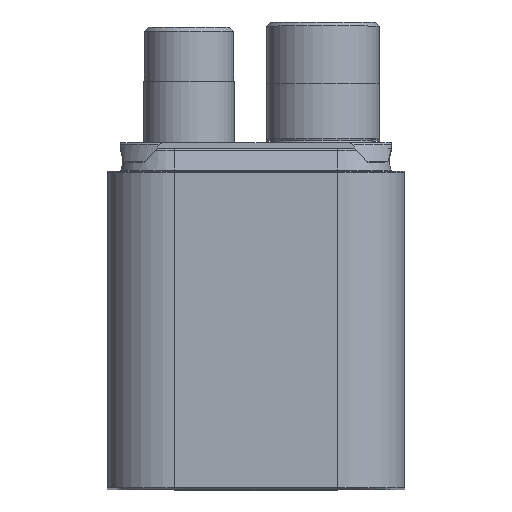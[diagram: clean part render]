
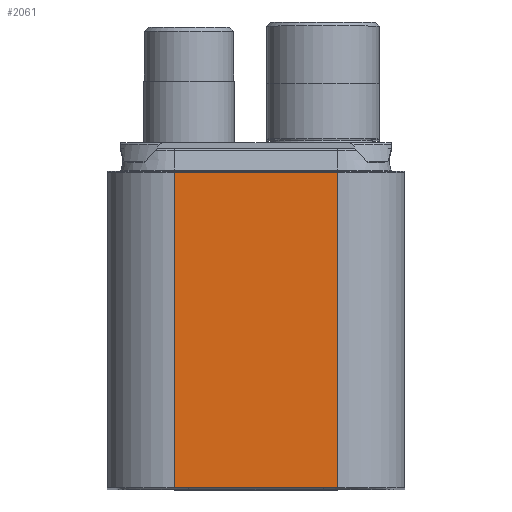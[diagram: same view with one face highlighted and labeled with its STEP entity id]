
A CAD part, top view. The second image highlights one B-rep face of the part: STEP entity #2061.
In plain terms, the highlighted planar face has unit normal (0, 0, 1).
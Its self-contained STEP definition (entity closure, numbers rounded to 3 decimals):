
#447=DIRECTION('',(1.,0.,0.));
#448=VECTOR('',#447,60.8);
#449=CARTESIAN_POINT('',(-30.4,-126.5,263.));
#450=LINE('',#449,#448);
#538=DIRECTION('',(-1.,0.,0.));
#539=VECTOR('',#538,60.8);
#540=CARTESIAN_POINT('',(30.4,-9.,263.));
#541=LINE('',#540,#539);
#542=DIRECTION('',(0.,-1.,0.));
#543=VECTOR('',#542,117.5);
#544=CARTESIAN_POINT('',(30.4,-9.,263.));
#545=LINE('',#544,#543);
#546=DIRECTION('',(0.,-1.,0.));
#547=VECTOR('',#546,117.5);
#548=CARTESIAN_POINT('',(-30.4,-9.,263.));
#549=LINE('',#548,#547);
#1086=CARTESIAN_POINT('',(-30.4,-126.5,263.));
#1088=VERTEX_POINT('',#1086);
#1091=CARTESIAN_POINT('',(30.4,-126.5,263.));
#1093=VERTEX_POINT('',#1091);
#1255=CARTESIAN_POINT('',(30.4,-9.,263.));
#1257=VERTEX_POINT('',#1255);
#1262=CARTESIAN_POINT('',(-30.4,-9.,263.));
#1263=VERTEX_POINT('',#1262);
#2049=CARTESIAN_POINT('',(-55.5,0.,263.));
#2050=DIRECTION('',(0.,0.,1.));
#2051=DIRECTION('',(1.,0.,0.));
#2052=AXIS2_PLACEMENT_3D('',#2049,#2050,#2051);
#2053=PLANE('',#2052);
#2054=ORIENTED_EDGE('',*,*,#2039,.F.);
#2055=ORIENTED_EDGE('',*,*,#2015,.T.);
#2056=ORIENTED_EDGE('',*,*,#1922,.F.);
#2058=ORIENTED_EDGE('',*,*,#2057,.F.);
#2059=EDGE_LOOP('',(#2054,#2055,#2056,#2058));
#2060=FACE_OUTER_BOUND('',#2059,.F.);
#2061=ADVANCED_FACE('',(#2060),#2053,.T.);
#1922=EDGE_CURVE('',#1088,#1093,#450,.T.);
#2015=EDGE_CURVE('',#1257,#1093,#545,.T.);
#2039=EDGE_CURVE('',#1257,#1263,#541,.T.);
#2057=EDGE_CURVE('',#1263,#1088,#549,.T.);
